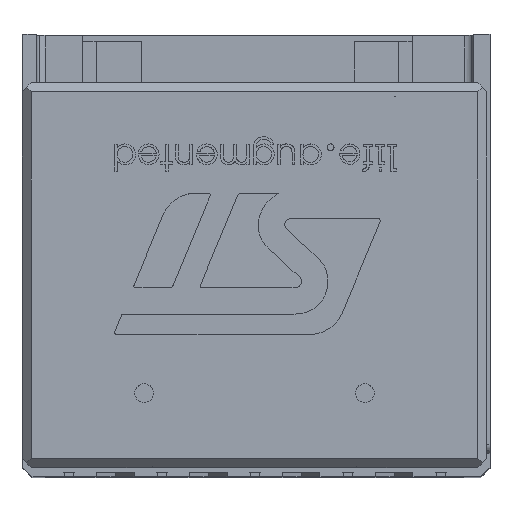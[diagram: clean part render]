
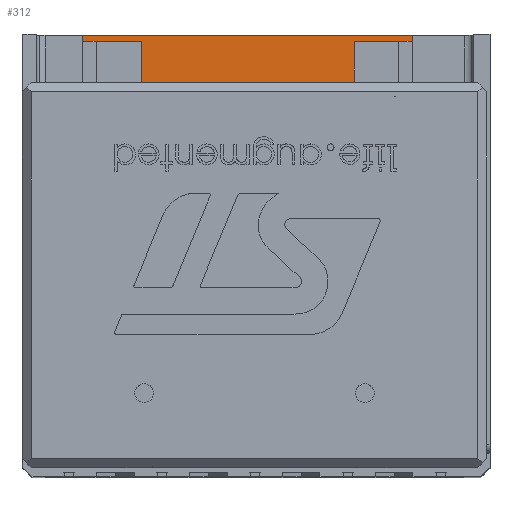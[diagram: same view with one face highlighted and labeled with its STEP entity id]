
A CAD part, top view. The second image highlights one B-rep face of the part: STEP entity #312.
In plain terms, the highlighted planar face has unit normal (0, 0, 1).
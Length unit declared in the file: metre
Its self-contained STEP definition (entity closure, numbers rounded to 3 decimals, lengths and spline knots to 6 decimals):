
#312=ADVANCED_FACE('0:270',(#1866),#1867,.F.);
#1866=FACE_OUTER_BOUND('',#4709,.T.);
#1867=PLANE('',#4710);
#4709=EDGE_LOOP('',(#10679,#10680,#10681,#10682,#10683));
#4710=AXIS2_PLACEMENT_3D('',#10684,#10685,#10686);
#10679=ORIENTED_EDGE('',*,*,#19361,.F.);
#10680=ORIENTED_EDGE('',*,*,#19967,.F.);
#10681=ORIENTED_EDGE('',*,*,#19968,.F.);
#10682=ORIENTED_EDGE('',*,*,#19969,.F.);
#10683=ORIENTED_EDGE('',*,*,#19970,.F.);
#10684=CARTESIAN_POINT('',(-0.0862,0.06855,0.028006));
#10685=DIRECTION('',(0.0,0.,-1.0));
#10686=DIRECTION('',(0.0,-1.0,0.));
#19361=EDGE_CURVE('0:4649',#22654,#22656,#22657,.T.);
#19967=EDGE_CURVE('0:4652',#23758,#22654,#23759,.T.);
#19968=EDGE_CURVE('0:4655',#23760,#23758,#23761,.T.);
#19969=EDGE_CURVE('0:4658',#23762,#23760,#23763,.T.);
#19970=EDGE_CURVE('0:4661',#22656,#23762,#23764,.T.);
#22654=VERTEX_POINT('',#28026);
#22656=VERTEX_POINT('',#28029);
#22657=LINE('',#28030,#28031);
#23758=VERTEX_POINT('',#29705);
#23759=LINE('',#29706,#29707);
#23760=VERTEX_POINT('',#29708);
#23761=CIRCLE('',#29709,0.002);
#23762=VERTEX_POINT('',#29710);
#23763=LINE('',#29711,#29712);
#23764=LINE('',#29713,#29714);
#28026=CARTESIAN_POINT('',(-0.0507,0.05817,0.028003));
#28029=CARTESIAN_POINT('',(-0.1217,0.05817,0.028003));
#28030=CARTESIAN_POINT('',(-0.1217,0.05817,0.028006));
#28031=VECTOR('',#36719,1.0);
#29705=CARTESIAN_POINT('',(-0.0507,0.0684,0.028));
#29706=CARTESIAN_POINT('',(-0.0507,0.03965,0.028));
#29707=VECTOR('',#37389,1.0);
#29708=CARTESIAN_POINT('',(-0.0507,0.06855,0.028006));
#29709=AXIS2_PLACEMENT_3D('',#37390,#37391,#37392);
#29710=CARTESIAN_POINT('',(-0.1217,0.06855,0.028006));
#29711=CARTESIAN_POINT('',(-0.1026,0.06855,0.028006));
#29712=VECTOR('',#37393,1.0);
#29713=CARTESIAN_POINT('',(-0.1217,0.055975,0.028006));
#29714=VECTOR('',#37394,1.0);
#36719=DIRECTION('',(-1.0,-0.0,-0.0));
#37389=DIRECTION('',(0.,-1.0,0.));
#37390=CARTESIAN_POINT('',(-0.0507,0.0684,0.03));
#37391=DIRECTION('',(-1.0,0.,0.));
#37392=DIRECTION('',(0.,0.707,-0.707));
#37393=DIRECTION('',(1.0,0.0,0.0));
#37394=DIRECTION('',(0.,1.0,0.));
